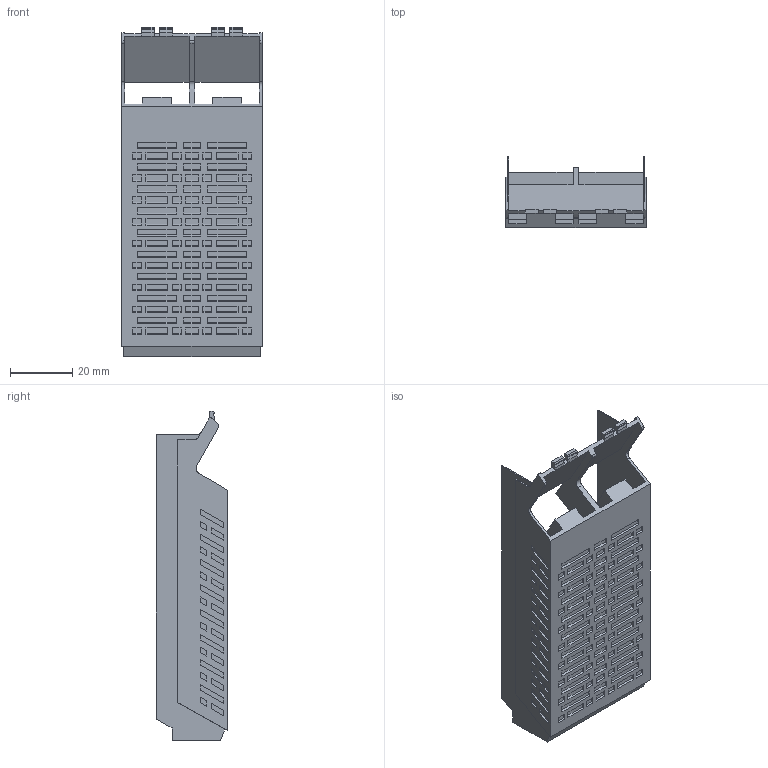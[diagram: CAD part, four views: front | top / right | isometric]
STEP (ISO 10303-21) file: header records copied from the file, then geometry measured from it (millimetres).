
FILE_DESCRIPTION(('CATIA V5R24 STEP','CAx-IF Rec.Pracs.--- Model Styling and Organization---1.2---2011-12-15'),'2;1');
FILE_NAME ('12420433_2', '2018-01-12T08:55:32+00:00', ('Weidmueller Interface'), ('Weidmueller'), 'CATIA Version 5-6 Release 2014 SP4', 'CATIA V5 STEP AP214', 'none');
FILE_SCHEMA(('AUTOMOTIVE_DESIGN { 1 0 10303 214 1 1 1 1 }'));
Length unit declared in the file: millimetre
Products named in the file (1): 1166180000
Bounding box: 45 x 22.76 x 105.49 mm (x, y, z)
Volume: 8721.3 mm3; surface area: 20818.6 mm2
Topology: 1 solids, 1 shells, 795 faces, 2075 edges, 1416 vertices
Faces by surface type: plane 780, cylinder 13, extrusion 2
Entity records: 21852 total; most frequent: ORIENTED_EDGE 4150, CARTESIAN_POINT 4100, DIRECTION 2270, EDGE_CURVE 2075, VECTOR 1817, LINE 1815, VERTEX_POINT 1416, EDGE_LOOP 933
